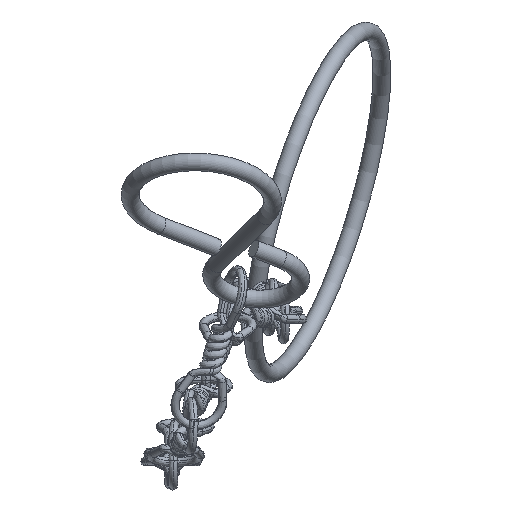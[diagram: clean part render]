
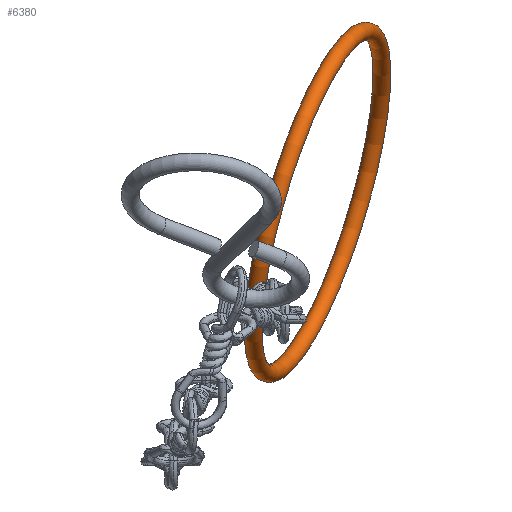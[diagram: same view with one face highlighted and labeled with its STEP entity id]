
A CAD part, top view. The second image highlights one B-rep face of the part: STEP entity #6380.
In plain terms, the highlighted toroidal (fillet/blend) face has major radius 20 mm and minor radius 1 mm.
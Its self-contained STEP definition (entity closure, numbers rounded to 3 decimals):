
#18=TOROIDAL_SURFACE('',#7014,20.,1.);
#744=FACE_OUTER_BOUND('',#1082,.T.);
#1082=EDGE_LOOP('',(#5603,#5604,#5605,#5606));
#1981=CIRCLE('',#7015,1.);
#1982=CIRCLE('',#7016,19.);
#2642=VERTEX_POINT('',#42518);
#3630=EDGE_CURVE('',#2642,#2642,#1981,.T.);
#3631=EDGE_CURVE('',#2642,#2642,#1982,.T.);
#5603=ORIENTED_EDGE('',*,*,#3630,.F.);
#5604=ORIENTED_EDGE('',*,*,#3631,.T.);
#5605=ORIENTED_EDGE('',*,*,#3630,.T.);
#5606=ORIENTED_EDGE('',*,*,#3631,.F.);
#6380=ADVANCED_FACE('',(#744),#18,.T.);
#7014=AXIS2_PLACEMENT_3D('',#42517,#8312,#8313);
#7015=AXIS2_PLACEMENT_3D('',#42519,#8314,#8315);
#7016=AXIS2_PLACEMENT_3D('',#42520,#8316,#8317);
#8312=DIRECTION('center_axis',(0.933,-0.28,0.228));
#8313=DIRECTION('ref_axis',(0.268,0.96,0.082));
#8314=DIRECTION('center_axis',(0.242,0.016,-0.97));
#8315=DIRECTION('ref_axis',(-0.268,-0.96,-0.082));
#8316=DIRECTION('center_axis',(-0.933,0.28,-0.228));
#8317=DIRECTION('ref_axis',(0.268,0.96,0.082));
#42517=CARTESIAN_POINT('Origin',(16.211,29.932,-163.467));
#42518=CARTESIAN_POINT('',(11.126,11.692,-165.033));
#42519=CARTESIAN_POINT('Origin',(10.859,10.732,-165.116));
#42520=CARTESIAN_POINT('Origin',(16.211,29.932,-163.467));
